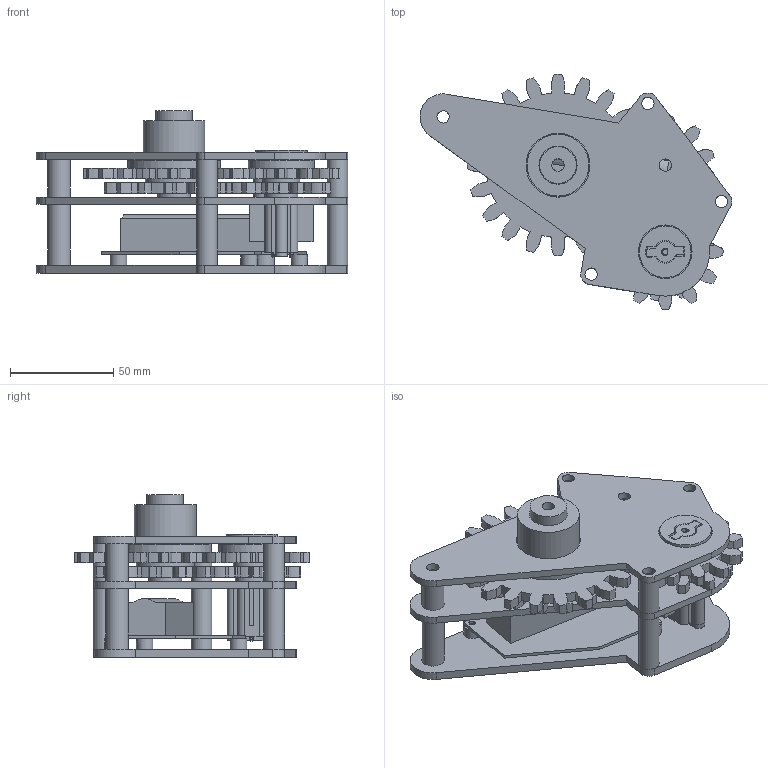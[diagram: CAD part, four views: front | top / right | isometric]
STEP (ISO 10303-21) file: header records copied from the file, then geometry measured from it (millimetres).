
FILE_DESCRIPTION(/* description */ (''),/* implementation_level */ '2;1');
FILE_NAME(/* name */ 'Gearbox for Kinetic Sclpture v13.step',/* time_stamp */ '2024-11-04T23:54:11+05:30',/* author */ (''),/* organization */ (''),/* preprocessor_version */ 'ST-DEVELOPER v20',/* originating_system */ 'Autodesk Translation Framework v13.20.0.188',/* authorisation */ '');
FILE_SCHEMA (('AUTOMOTIVE_DESIGN { 1 0 10303 214 3 1 1 }'));
Products named in the file (13): Gearbox for Kinetic Sclpture; GEAR04; GEAR03; GEAR5; MOTOR GEAR02; gear motor; MID pLATE; MOTOR GEAR01; FRONT ; BACK PLATE; Circuit; BACK SUPPORT; FRONT SUPPORT
Assembly tree (12 placements, depth 2):
  Gearbox for Kinetic Sclpture
    GEAR04
    GEAR03
    GEAR5
    MOTOR GEAR02
    gear motor
    MID pLATE
    MOTOR GEAR01
    FRONT 
    BACK PLATE
    Circuit
    BACK SUPPORT
    FRONT SUPPORT
Bounding box: 151.01 x 113.99 x 79 mm (x, y, z)
Volume: 223192.9 mm3; surface area: 126681.3 mm2
Topology: 45 solids, 45 shells, 2061 faces, 5536 edges, 3597 vertices
Faces by surface type: cylinder 1033, plane 532, bspline 472, sphere 20, cone 4
Full cylindrical faces by diameter (mm): 1 x1, 1.152 x1, 1.229 x2, 1.28 x108, 1.536 x2, 1.6 x7, 1.92 x4, 2 x5, 2.688 x2, 2.867 x2, 3 x10, 3.584 x2, 4 x1, 4.48 x4, 6 x27, 7 x2, 8 x3, 10 x6, 11 x2, 12 x1, 16 x3, 17.8 x1, 18 x1, 18.5 x1, 25 x1, 26 x1, 28 x1, 30 x1, 31 x1, 32 x1
Entity records: 302640 total; most frequent: CARTESIAN_POINT 252563, ORIENTED_EDGE 11056, DIRECTION 10110, EDGE_CURVE 5528, AXIS2_PLACEMENT_3D 3950, VERTEX_POINT 3597, EDGE_LOOP 2219, LINE 2210
